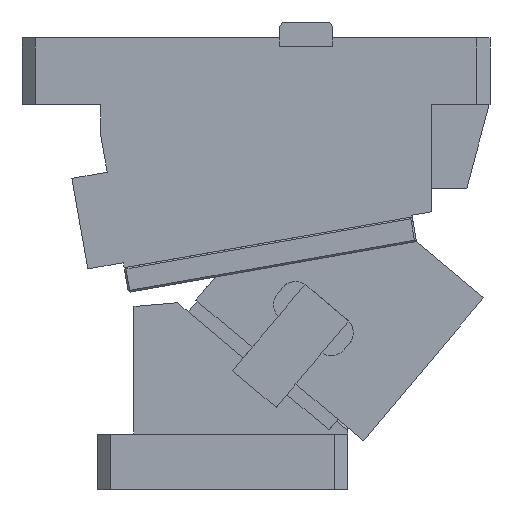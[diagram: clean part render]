
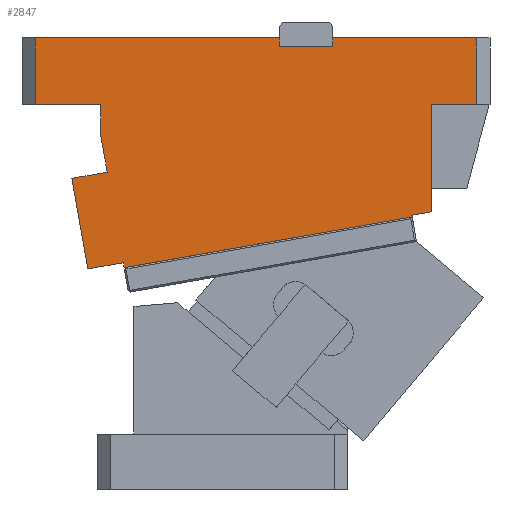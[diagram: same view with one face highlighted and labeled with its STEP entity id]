
A CAD part, front view. The second image highlights one B-rep face of the part: STEP entity #2847.
In plain terms, the highlighted planar face has unit normal (0, -1, 0).
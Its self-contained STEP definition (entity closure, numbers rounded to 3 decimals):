
#2580=CARTESIAN_POINT('Vertex',(2.,0.,230.)) ;
#2583=CARTESIAN_POINT('Line Origine',(-17.536,0.,230.)) ;
#2587=CARTESIAN_POINT('Vertex',(-37.071,0.,230.)) ;
#2678=CARTESIAN_POINT('Line Origine',(-37.071,0.,250.)) ;
#2682=CARTESIAN_POINT('Vertex',(-37.071,0.,270.)) ;
#2704=CARTESIAN_POINT('Axis2P3D Location',(26.206,0.,190.169)) ;
#2709=CARTESIAN_POINT('Line Origine',(35.964,0.,270.)) ;
#2713=CARTESIAN_POINT('Vertex',(109.,0.,270.)) ;
#2716=CARTESIAN_POINT('Line Origine',(2.,0.,221.136)) ;
#2720=CARTESIAN_POINT('Vertex',(2.,0.,212.271)) ;
#2723=CARTESIAN_POINT('Line Origine',(3.994,0.,200.961)) ;
#2727=CARTESIAN_POINT('Vertex',(5.989,0.,189.65)) ;
#2730=CARTESIAN_POINT('Line Origine',(-4.598,0.,187.784)) ;
#2734=CARTESIAN_POINT('Vertex',(-15.185,0.,185.917)) ;
#2737=CARTESIAN_POINT('Line Origine',(-10.409,0.,158.835)) ;
#2741=CARTESIAN_POINT('Vertex',(-5.634,0.,131.753)) ;
#2744=CARTESIAN_POINT('Line Origine',(4.953,0.,133.619)) ;
#2748=CARTESIAN_POINT('Vertex',(15.539,0.,135.486)) ;
#2751=CARTESIAN_POINT('Line Origine',(15.8,0.,134.009)) ;
#2755=CARTESIAN_POINT('Vertex',(16.06,0.,132.532)) ;
#2758=CARTESIAN_POINT('Line Origine',(102.231,0.,147.726)) ;
#2762=CARTESIAN_POINT('Vertex',(188.402,0.,162.92)) ;
#2765=CARTESIAN_POINT('Line Origine',(188.315,0.,163.412)) ;
#2769=CARTESIAN_POINT('Vertex',(188.228,0.,163.905)) ;
#2772=CARTESIAN_POINT('Line Origine',(194.114,0.,164.943)) ;
#2776=CARTESIAN_POINT('Vertex',(200.,0.,165.981)) ;
#2779=CARTESIAN_POINT('Line Origine',(200.,0.,197.99)) ;
#2783=CARTESIAN_POINT('Vertex',(200.,0.,230.)) ;
#2786=CARTESIAN_POINT('Line Origine',(213.536,0.,230.)) ;
#2790=CARTESIAN_POINT('Vertex',(227.071,0.,230.)) ;
#2793=CARTESIAN_POINT('Line Origine',(227.071,0.,250.)) ;
#2797=CARTESIAN_POINT('Vertex',(227.071,0.,270.)) ;
#2800=CARTESIAN_POINT('Line Origine',(184.036,0.,270.)) ;
#2804=CARTESIAN_POINT('Vertex',(141.,0.,270.)) ;
#2807=CARTESIAN_POINT('Line Origine',(141.,0.,267.5)) ;
#2811=CARTESIAN_POINT('Vertex',(141.,0.,265.)) ;
#2814=CARTESIAN_POINT('Line Origine',(125.,0.,265.)) ;
#2818=CARTESIAN_POINT('Vertex',(109.,0.,265.)) ;
#2821=CARTESIAN_POINT('Line Origine',(109.,0.,267.5)) ;
#2584=DIRECTION('Vector Direction',(1.,0.,0.)) ;
#2679=DIRECTION('Vector Direction',(0.,0.,-1.)) ;
#2705=DIRECTION('Axis2P3D Direction',(0.,-1.,0.)) ;
#2706=DIRECTION('Axis2P3D XDirection',(0.174,0.,-0.985)) ;
#2710=DIRECTION('Vector Direction',(1.,0.,0.)) ;
#2717=DIRECTION('Vector Direction',(0.,0.,-1.)) ;
#2724=DIRECTION('Vector Direction',(-0.174,0.,0.985)) ;
#2731=DIRECTION('Vector Direction',(-0.985,0.,-0.174)) ;
#2738=DIRECTION('Vector Direction',(0.174,0.,-0.985)) ;
#2745=DIRECTION('Vector Direction',(-0.985,0.,-0.174)) ;
#2752=DIRECTION('Vector Direction',(0.174,0.,-0.985)) ;
#2759=DIRECTION('Vector Direction',(-0.985,0.,-0.174)) ;
#2766=DIRECTION('Vector Direction',(0.174,0.,-0.985)) ;
#2773=DIRECTION('Vector Direction',(-0.985,0.,-0.174)) ;
#2780=DIRECTION('Vector Direction',(0.,0.,1.)) ;
#2787=DIRECTION('Vector Direction',(-1.,0.,0.)) ;
#2794=DIRECTION('Vector Direction',(0.,0.,-1.)) ;
#2801=DIRECTION('Vector Direction',(-1.,0.,0.)) ;
#2808=DIRECTION('Vector Direction',(0.,0.,-1.)) ;
#2815=DIRECTION('Vector Direction',(-1.,0.,0.)) ;
#2822=DIRECTION('Vector Direction',(0.,0.,1.)) ;
#2707=AXIS2_PLACEMENT_3D('Plane Axis2P3D',#2704,#2705,#2706) ;
#2827=ORIENTED_EDGE('',*,*,#2715,.F.) ;
#2828=ORIENTED_EDGE('',*,*,#2684,.T.) ;
#2829=ORIENTED_EDGE('',*,*,#2589,.T.) ;
#2830=ORIENTED_EDGE('',*,*,#2722,.T.) ;
#2831=ORIENTED_EDGE('',*,*,#2729,.F.) ;
#2832=ORIENTED_EDGE('',*,*,#2736,.T.) ;
#2833=ORIENTED_EDGE('',*,*,#2743,.T.) ;
#2834=ORIENTED_EDGE('',*,*,#2750,.F.) ;
#2835=ORIENTED_EDGE('',*,*,#2757,.T.) ;
#2836=ORIENTED_EDGE('',*,*,#2764,.F.) ;
#2837=ORIENTED_EDGE('',*,*,#2771,.F.) ;
#2838=ORIENTED_EDGE('',*,*,#2778,.F.) ;
#2839=ORIENTED_EDGE('',*,*,#2785,.T.) ;
#2840=ORIENTED_EDGE('',*,*,#2792,.F.) ;
#2841=ORIENTED_EDGE('',*,*,#2799,.F.) ;
#2842=ORIENTED_EDGE('',*,*,#2806,.T.) ;
#2843=ORIENTED_EDGE('',*,*,#2813,.T.) ;
#2844=ORIENTED_EDGE('',*,*,#2820,.T.) ;
#2845=ORIENTED_EDGE('',*,*,#2825,.T.) ;
#2585=VECTOR('Line Direction',#2584,1.) ;
#2680=VECTOR('Line Direction',#2679,1.) ;
#2711=VECTOR('Line Direction',#2710,1.) ;
#2718=VECTOR('Line Direction',#2717,1.) ;
#2725=VECTOR('Line Direction',#2724,1.) ;
#2732=VECTOR('Line Direction',#2731,1.) ;
#2739=VECTOR('Line Direction',#2738,1.) ;
#2746=VECTOR('Line Direction',#2745,1.) ;
#2753=VECTOR('Line Direction',#2752,1.) ;
#2760=VECTOR('Line Direction',#2759,1.) ;
#2767=VECTOR('Line Direction',#2766,1.) ;
#2774=VECTOR('Line Direction',#2773,1.) ;
#2781=VECTOR('Line Direction',#2780,1.) ;
#2788=VECTOR('Line Direction',#2787,1.) ;
#2795=VECTOR('Line Direction',#2794,1.) ;
#2802=VECTOR('Line Direction',#2801,1.) ;
#2809=VECTOR('Line Direction',#2808,1.) ;
#2816=VECTOR('Line Direction',#2815,1.) ;
#2823=VECTOR('Line Direction',#2822,1.) ;
#2847=ADVANCED_FACE('CAM HOLDER',(#2846),#2708,.T.) ;
#2589=EDGE_CURVE('',#2588,#2581,#2586,.T.) ;
#2684=EDGE_CURVE('',#2683,#2588,#2681,.T.) ;
#2715=EDGE_CURVE('',#2683,#2714,#2712,.T.) ;
#2722=EDGE_CURVE('',#2581,#2721,#2719,.T.) ;
#2729=EDGE_CURVE('',#2728,#2721,#2726,.T.) ;
#2736=EDGE_CURVE('',#2728,#2735,#2733,.T.) ;
#2743=EDGE_CURVE('',#2735,#2742,#2740,.T.) ;
#2750=EDGE_CURVE('',#2749,#2742,#2747,.T.) ;
#2757=EDGE_CURVE('',#2749,#2756,#2754,.T.) ;
#2764=EDGE_CURVE('',#2763,#2756,#2761,.T.) ;
#2771=EDGE_CURVE('',#2770,#2763,#2768,.T.) ;
#2778=EDGE_CURVE('',#2777,#2770,#2775,.T.) ;
#2785=EDGE_CURVE('',#2777,#2784,#2782,.T.) ;
#2792=EDGE_CURVE('',#2791,#2784,#2789,.T.) ;
#2799=EDGE_CURVE('',#2798,#2791,#2796,.T.) ;
#2806=EDGE_CURVE('',#2798,#2805,#2803,.T.) ;
#2813=EDGE_CURVE('',#2805,#2812,#2810,.T.) ;
#2820=EDGE_CURVE('',#2812,#2819,#2817,.T.) ;
#2825=EDGE_CURVE('',#2819,#2714,#2824,.T.) ;
#2826=EDGE_LOOP('',(#2827,#2828,#2829,#2830,#2831,#2832,#2833,#2834,#2835,#2836,#2837,#2838,#2839,#2840,#2841,#2842,#2843,#2844,#2845)) ;
#2846=FACE_OUTER_BOUND('',#2826,.T.) ;
#2586=LINE('Line',#2583,#2585) ;
#2681=LINE('Line',#2678,#2680) ;
#2712=LINE('Line',#2709,#2711) ;
#2719=LINE('Line',#2716,#2718) ;
#2726=LINE('Line',#2723,#2725) ;
#2733=LINE('Line',#2730,#2732) ;
#2740=LINE('Line',#2737,#2739) ;
#2747=LINE('Line',#2744,#2746) ;
#2754=LINE('Line',#2751,#2753) ;
#2761=LINE('Line',#2758,#2760) ;
#2768=LINE('Line',#2765,#2767) ;
#2775=LINE('Line',#2772,#2774) ;
#2782=LINE('Line',#2779,#2781) ;
#2789=LINE('Line',#2786,#2788) ;
#2796=LINE('Line',#2793,#2795) ;
#2803=LINE('Line',#2800,#2802) ;
#2810=LINE('Line',#2807,#2809) ;
#2817=LINE('Line',#2814,#2816) ;
#2824=LINE('Line',#2821,#2823) ;
#2708=PLANE('Plane',#2707) ;
#2581=VERTEX_POINT('',#2580) ;
#2588=VERTEX_POINT('',#2587) ;
#2683=VERTEX_POINT('',#2682) ;
#2714=VERTEX_POINT('',#2713) ;
#2721=VERTEX_POINT('',#2720) ;
#2728=VERTEX_POINT('',#2727) ;
#2735=VERTEX_POINT('',#2734) ;
#2742=VERTEX_POINT('',#2741) ;
#2749=VERTEX_POINT('',#2748) ;
#2756=VERTEX_POINT('',#2755) ;
#2763=VERTEX_POINT('',#2762) ;
#2770=VERTEX_POINT('',#2769) ;
#2777=VERTEX_POINT('',#2776) ;
#2784=VERTEX_POINT('',#2783) ;
#2791=VERTEX_POINT('',#2790) ;
#2798=VERTEX_POINT('',#2797) ;
#2805=VERTEX_POINT('',#2804) ;
#2812=VERTEX_POINT('',#2811) ;
#2819=VERTEX_POINT('',#2818) ;
